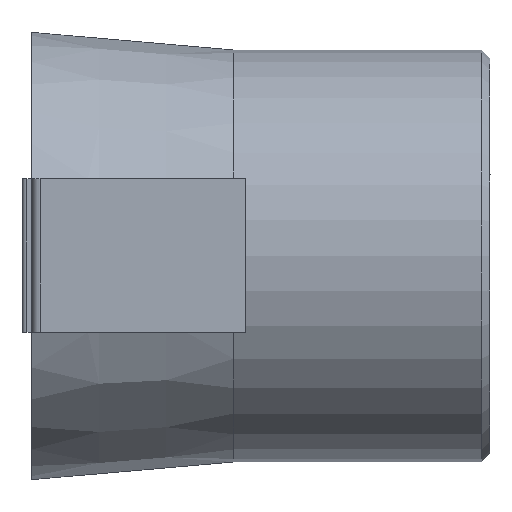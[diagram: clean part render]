
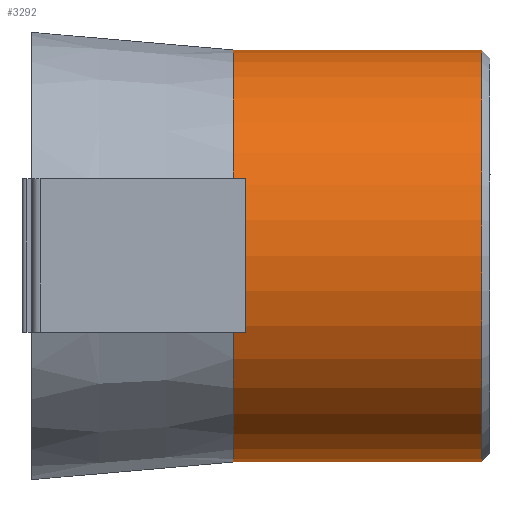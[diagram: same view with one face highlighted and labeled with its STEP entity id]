
A CAD part, top view. The second image highlights one B-rep face of the part: STEP entity #3292.
In plain terms, the highlighted cylindrical face has radius 12.5 mm (diameter 25 mm), a partial arc.
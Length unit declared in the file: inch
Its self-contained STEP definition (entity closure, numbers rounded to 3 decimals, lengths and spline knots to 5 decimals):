
#169 = CARTESIAN_POINT ( 'NONE',  ( 0.7565, -0.49213, 0. ) ) ;
#180 = AXIS2_PLACEMENT_3D ( 'NONE', #686, #1952, #945 ) ;
#257 = VERTEX_POINT ( 'NONE', #583 ) ;
#283 = CARTESIAN_POINT ( 'NONE',  ( 1.04331, -0.49213, 0. ) ) ;
#351 = CYLINDRICAL_SURFACE ( 'NONE', #2744, 0.49213 ) ;
#427 = AXIS2_PLACEMENT_3D ( 'NONE', #2498, #1911, #3128 ) ;
#583 = CARTESIAN_POINT ( 'NONE',  ( 0.45, 0.49213, 0. ) ) ;
#686 = CARTESIAN_POINT ( 'NONE',  ( 1.04331, 0., 0. ) ) ;
#879 = CARTESIAN_POINT ( 'NONE',  ( 1.04331, 0.49213, 0. ) ) ;
#945 = DIRECTION ( 'NONE',  ( 0., -1., 0. ) ) ;
#953 = EDGE_CURVE ( 'NONE', #257, #2389, #2019, .T. ) ;
#996 = ORIENTED_EDGE ( 'NONE', *, *, #953, .T. ) ;
#1365 = DIRECTION ( 'NONE',  ( -1., 0., 0. ) ) ;
#1637 = VERTEX_POINT ( 'NONE', #283 ) ;
#1670 = ORIENTED_EDGE ( 'NONE', *, *, #1960, .T. ) ;
#1911 = DIRECTION ( 'NONE',  ( 1., 0., 0. ) ) ;
#1952 = DIRECTION ( 'NONE',  ( -1., 0., 0. ) ) ;
#1960 = EDGE_CURVE ( 'NONE', #1637, #2269, #2920, .T. ) ;
#2019 = CIRCLE ( 'NONE', #427, 0.49213 ) ;
#2041 = LINE ( 'NONE', #169, #3247 ) ;
#2210 = FACE_OUTER_BOUND ( 'NONE', #2695, .T. ) ;
#2269 = VERTEX_POINT ( 'NONE', #879 ) ;
#2389 = VERTEX_POINT ( 'NONE', #3437 ) ;
#2498 = CARTESIAN_POINT ( 'NONE',  ( 0.45, 0., 0. ) ) ;
#2536 = LINE ( 'NONE', #3462, #3376 ) ;
#2592 = DIRECTION ( 'NONE',  ( 0., -1., 0. ) ) ;
#2695 = EDGE_LOOP ( 'NONE', ( #1670, #3635, #996, #3153 ) ) ;
#2744 = AXIS2_PLACEMENT_3D ( 'NONE', #3499, #1365, #2592 ) ;
#2826 = DIRECTION ( 'NONE',  ( -1., 0., 0. ) ) ;
#2920 = CIRCLE ( 'NONE', #180, 0.49213 ) ;
#2938 = DIRECTION ( 'NONE',  ( -1., 0., 0. ) ) ;
#3128 = DIRECTION ( 'NONE',  ( 0., -1., 0. ) ) ;
#3153 = ORIENTED_EDGE ( 'NONE', *, *, #3319, .F. ) ;
#3201 = EDGE_CURVE ( 'NONE', #2269, #257, #2536, .T. ) ;
#3247 = VECTOR ( 'NONE', #2938, 39.37008 ) ;
#3292 = ADVANCED_FACE ( 'NONE', ( #2210 ), #351, .T. ) ;
#3319 = EDGE_CURVE ( 'NONE', #1637, #2389, #2041, .T. ) ;
#3376 = VECTOR ( 'NONE', #2826, 39.37008 ) ;
#3437 = CARTESIAN_POINT ( 'NONE',  ( 0.45, -0.49213, 0. ) ) ;
#3462 = CARTESIAN_POINT ( 'NONE',  ( 0.7565, 0.49213, 0. ) ) ;
#3499 = CARTESIAN_POINT ( 'NONE',  ( 0.7565, 0., 0. ) ) ;
#3635 = ORIENTED_EDGE ( 'NONE', *, *, #3201, .T. ) ;
